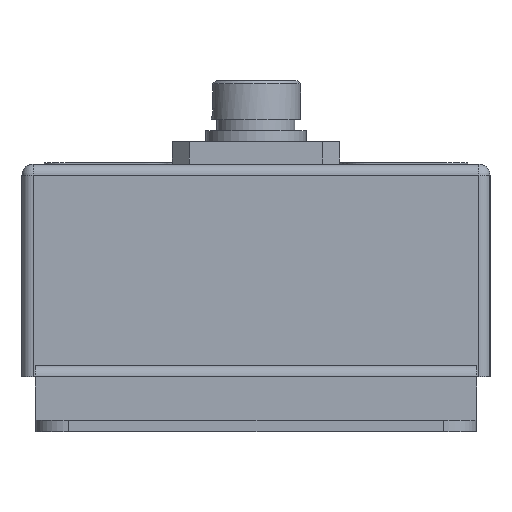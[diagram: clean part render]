
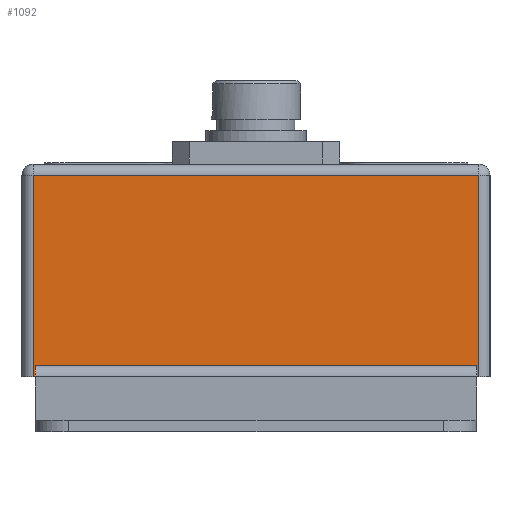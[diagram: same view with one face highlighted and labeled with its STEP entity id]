
A CAD part, left-side view. The second image highlights one B-rep face of the part: STEP entity #1092.
In plain terms, the highlighted planar face has unit normal (-1, 0, 0).
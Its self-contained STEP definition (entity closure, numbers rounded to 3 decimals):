
#1092 = ADVANCED_FACE( '', ( #2279 ), #2280, .F. );
#2279 = FACE_OUTER_BOUND( '', #3513, .T. );
#2280 = PLANE( '', #3514 );
#3513 = EDGE_LOOP( '', ( #6656, #6657, #6658, #6659, #6660, #6661, #6662, #6663 ) );
#3514 = AXIS2_PLACEMENT_3D( '', #6664, #6665, #6666 );
#6656 = ORIENTED_EDGE( '', *, *, #8328, .F. );
#6657 = ORIENTED_EDGE( '', *, *, #7452, .T. );
#6658 = ORIENTED_EDGE( '', *, *, #7767, .F. );
#6659 = ORIENTED_EDGE( '', *, *, #8339, .F. );
#6660 = ORIENTED_EDGE( '', *, *, #8326, .F. );
#6661 = ORIENTED_EDGE( '', *, *, #7770, .T. );
#6662 = ORIENTED_EDGE( '', *, *, #8107, .T. );
#6663 = ORIENTED_EDGE( '', *, *, #7984, .F. );
#6664 = CARTESIAN_POINT( '', ( -47.5, -20., -19.1 ) );
#6665 = DIRECTION( '', ( 1., 0., 0. ) );
#6666 = DIRECTION( '', ( 0., -1., 0. ) );
#7452 = EDGE_CURVE( '', #9048, #9049, #9050, .T. );
#7767 = EDGE_CURVE( '', #9542, #9049, #9544, .T. );
#7770 = EDGE_CURVE( '', #9548, #9252, #9549, .T. );
#7984 = EDGE_CURVE( '', #9842, #9687, #9843, .T. );
#8107 = EDGE_CURVE( '', #9252, #9687, #10000, .T. );
#8326 = EDGE_CURVE( '', #9548, #10249, #10250, .T. );
#8328 = EDGE_CURVE( '', #9048, #9842, #10252, .T. );
#8339 = EDGE_CURVE( '', #10249, #9542, #10263, .T. );
#9048 = VERTEX_POINT( '', #11209 );
#9049 = VERTEX_POINT( '', #11210 );
#9050 = LINE( '', #11211, #11212 );
#9252 = VERTEX_POINT( '', #11491 );
#9542 = VERTEX_POINT( '', #11908 );
#9544 = LINE( '', #11911, #11912 );
#9548 = VERTEX_POINT( '', #11917 );
#9549 = LINE( '', #11918, #11919 );
#9687 = VERTEX_POINT( '', #12124 );
#9842 = VERTEX_POINT( '', #12347 );
#9843 = LINE( '', #12348, #12349 );
#10000 = LINE( '', #12582, #12583 );
#10249 = VERTEX_POINT( '', #12930 );
#10250 = LINE( '', #12931, #12932 );
#10252 = LINE( '', #12935, #12936 );
#10263 = LINE( '', #12948, #12949 );
#11209 = CARTESIAN_POINT( '', ( -47.5, 19.8, -19.1 ) );
#11210 = CARTESIAN_POINT( '', ( -47.5, 19.8, -18.1 ) );
#11211 = CARTESIAN_POINT( '', ( -47.5, 19.8, -19.1 ) );
#11212 = VECTOR( '', #13501, 1000. );
#11491 = CARTESIAN_POINT( '', ( -47.5, -20., -1. ) );
#11908 = CARTESIAN_POINT( '', ( -47.5, -19.8, -18.1 ) );
#11911 = CARTESIAN_POINT( '', ( -47.5, -20., -18.1 ) );
#11912 = VECTOR( '', #13838, 1000. );
#11917 = CARTESIAN_POINT( '', ( -47.5, -20., -19.1 ) );
#11918 = CARTESIAN_POINT( '', ( -47.5, -20., -19.1 ) );
#11919 = VECTOR( '', #13840, 1000. );
#12124 = CARTESIAN_POINT( '', ( -47.5, 20., -1. ) );
#12347 = CARTESIAN_POINT( '', ( -47.5, 20., -19.1 ) );
#12348 = CARTESIAN_POINT( '', ( -47.5, 20., -19.1 ) );
#12349 = VECTOR( '', #14045, 1000. );
#12582 = CARTESIAN_POINT( '', ( -47.5, -20., -1. ) );
#12583 = VECTOR( '', #14156, 1000. );
#12930 = CARTESIAN_POINT( '', ( -47.5, -19.8, -19.1 ) );
#12931 = CARTESIAN_POINT( '', ( -47.5, -20., -19.1 ) );
#12932 = VECTOR( '', #14329, 1000. );
#12935 = CARTESIAN_POINT( '', ( -47.5, -20., -19.1 ) );
#12936 = VECTOR( '', #14331, 1000. );
#12948 = CARTESIAN_POINT( '', ( -47.5, -19.8, -19.1 ) );
#12949 = VECTOR( '', #14339, 1000. );
#13501 = DIRECTION( '', ( 0., 0., 1. ) );
#13838 = DIRECTION( '', ( 0., 1., 0. ) );
#13840 = DIRECTION( '', ( 0., 0., 1. ) );
#14045 = DIRECTION( '', ( 0., 0., 1. ) );
#14156 = DIRECTION( '', ( 0., 1., 0. ) );
#14329 = DIRECTION( '', ( 0., 1., 0. ) );
#14331 = DIRECTION( '', ( 0., 1., 0. ) );
#14339 = DIRECTION( '', ( 0., 0., 1. ) );
